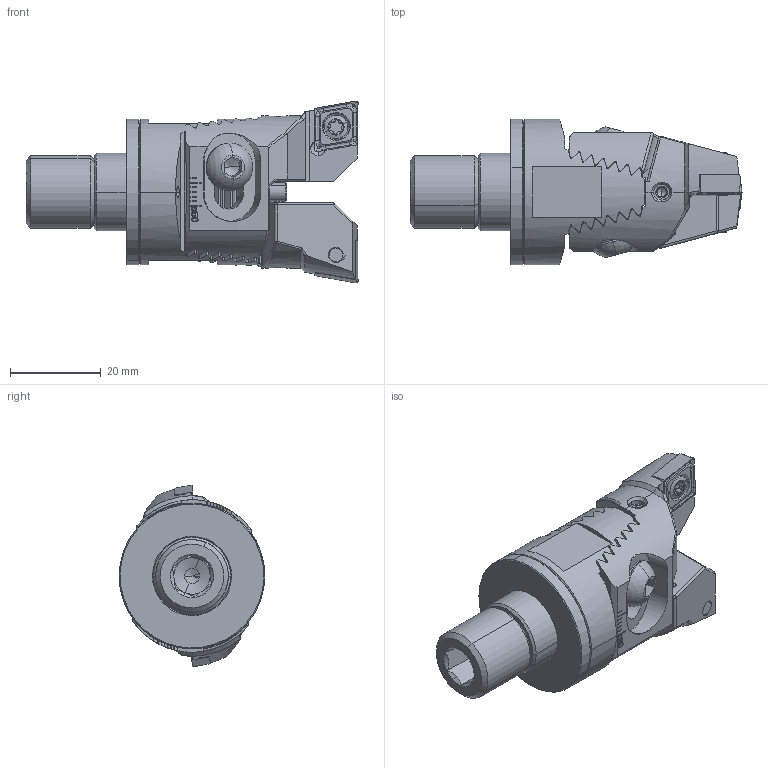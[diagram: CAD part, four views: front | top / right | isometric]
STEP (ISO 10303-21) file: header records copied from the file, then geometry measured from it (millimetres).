
FILE_DESCRIPTION (( 'STEP AP203' ), '1' );
FILE_NAME ('D00.032.040.051.STEP', '2018-03-06T15:02:42', ( 'SWIAdmin' ), ( 'Hewlett-Packard Company' ), 'SwSTEP 2.0', 'SolidWorks 2017', '' );
FILE_SCHEMA (( 'CONFIG_CONTROL_DESIGN' ));
Length unit declared in the file: millimetre
Products named in the file (13): HP5-Z32.040.051_A; Z32-WCB.001.021; Z32-ER1.002.016_A; D32-D32.HP5.003_A; Z32-ER1.003.016_A_gespannt; HP5-ER2.012.030_A; Z32-ER1.001.016; D00.032.040.051; Z20-ER2.001.013_A; Z32-xxx.001.021_B; WCB-ER2.001.009_A; CCMT09T304; Z32-ER3.001.013_A
Assembly tree (17 placements, depth 3):
  D00.032.040.051
    HP5-Z32.040.051_A
    Z32-ER1.001.016  x2
      Z32-ER1.002.016_A
      Z32-ER1.003.016_A_gespannt
    Z20-ER2.001.013_A
    Z32-WCB.001.021
      Z32-xxx.001.021_B  x2
      WCB-ER2.001.009_A  x2
      CCMT09T304  x2
      Z32-ER3.001.013_A  x2
    D32-D32.HP5.003_A
    HP5-ER2.012.030_A
Bounding box: 73 x 32 x 40 mm (x, y, z)
Volume: 32202.2 mm3; surface area: 19597.6 mm2
Topology: 16 solids, 16 shells, 985 faces, 2554 edges, 1579 vertices
Faces by surface type: plane 457, cylinder 232, cone 146, bspline 102, torus 28, sphere 20
Entity records: 22931 total; most frequent: CARTESIAN_POINT 7389, ORIENTED_EDGE 3212, DIRECTION 2628, EDGE_CURVE 1606, VERTEX_POINT 1008, AXIS2_PLACEMENT_3D 952, VECTOR 724, LINE 724
